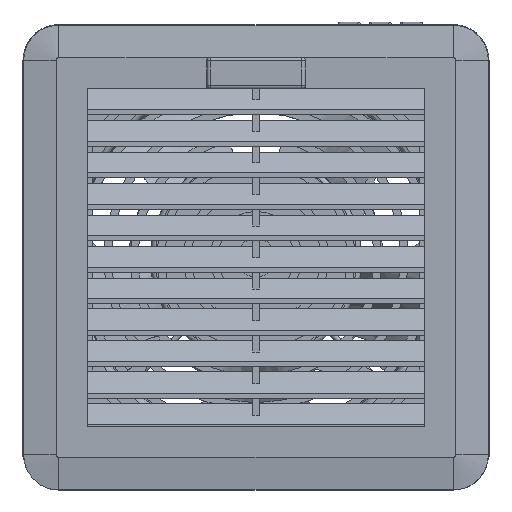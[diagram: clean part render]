
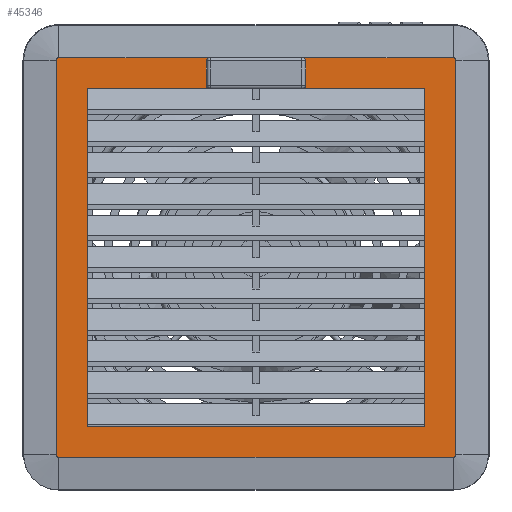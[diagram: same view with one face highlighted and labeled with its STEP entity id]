
A CAD part, top view. The second image highlights one B-rep face of the part: STEP entity #45346.
In plain terms, the highlighted face is planar.
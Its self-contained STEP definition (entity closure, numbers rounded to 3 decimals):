
#3436=PLANE('',#48269);
#5022=FACE_OUTER_BOUND('',#7645,.T.);
#7645=EDGE_LOOP('',(#33169,#33170,#33171,#33172,#33173,#33174,#33175,#33176,
#33177,#33178,#33179,#33180,#33181,#33182,#33183,#33184,#33185,#33186,#33187,
#33188));
#10334=LINE('',#65277,#14398);
#10716=LINE('',#66077,#14780);
#10724=LINE('',#66101,#14788);
#10796=LINE('',#66251,#14860);
#10803=LINE('',#66266,#14867);
#10807=LINE('',#66273,#14871);
#10813=LINE('',#66289,#14877);
#10819=LINE('',#66309,#14883);
#10820=LINE('',#66310,#14884);
#10822=LINE('',#66315,#14886);
#10823=LINE('',#66316,#14887);
#10835=LINE('',#66347,#14899);
#14398=VECTOR('',#53115,10.);
#14780=VECTOR('',#53741,10.);
#14788=VECTOR('',#53765,10.);
#14860=VECTOR('',#53939,10.);
#14867=VECTOR('',#53954,10.);
#14871=VECTOR('',#53960,10.);
#14877=VECTOR('',#53980,10.);
#14883=VECTOR('',#54006,10.);
#14884=VECTOR('',#54007,10.);
#14886=VECTOR('',#54011,10.);
#14887=VECTOR('',#54012,10.);
#14899=VECTOR('',#54052,10.);
#18228=CIRCLE('',#48171,1.);
#18230=CIRCLE('',#48175,1.);
#18232=CIRCLE('',#48179,1.);
#18234=CIRCLE('',#48183,1.);
#18236=CIRCLE('',#48229,0.838);
#18238=CIRCLE('',#48241,0.838);
#18240=CIRCLE('',#48246,0.838);
#18245=CIRCLE('',#48263,0.838);
#19916=VERTEX_POINT('',#65274);
#19917=VERTEX_POINT('',#65276);
#20197=VERTEX_POINT('',#66067);
#20198=VERTEX_POINT('',#66068);
#20201=VERTEX_POINT('',#66076);
#20203=VERTEX_POINT('',#66082);
#20205=VERTEX_POINT('',#66088);
#20207=VERTEX_POINT('',#66094);
#20209=VERTEX_POINT('',#66100);
#20211=VERTEX_POINT('',#66106);
#20232=VERTEX_POINT('',#66237);
#20235=VERTEX_POINT('',#66247);
#20236=VERTEX_POINT('',#66249);
#20240=VERTEX_POINT('',#66265);
#20242=VERTEX_POINT('',#66271);
#20244=VERTEX_POINT('',#66281);
#20245=VERTEX_POINT('',#66287);
#20247=VERTEX_POINT('',#66292);
#20251=VERTEX_POINT('',#66313);
#20256=VERTEX_POINT('',#66336);
#24558=EDGE_CURVE('',#19916,#19917,#10334,.T.);
#24960=EDGE_CURVE('',#20197,#20198,#18228,.T.);
#24964=EDGE_CURVE('',#20201,#20197,#10716,.T.);
#24967=EDGE_CURVE('',#20203,#20201,#18230,.T.);
#24973=EDGE_CURVE('',#20207,#20205,#18232,.T.);
#24976=EDGE_CURVE('',#20209,#20207,#10724,.T.);
#24979=EDGE_CURVE('',#20211,#20209,#18234,.T.);
#25045=EDGE_CURVE('',#19917,#20232,#18236,.T.);
#25052=EDGE_CURVE('',#20235,#20236,#10796,.T.);
#25059=EDGE_CURVE('',#20240,#20235,#10803,.T.);
#25063=EDGE_CURVE('',#20236,#20242,#10807,.T.);
#25068=EDGE_CURVE('',#20244,#19916,#18238,.T.);
#25071=EDGE_CURVE('',#20245,#20244,#10813,.T.);
#25073=EDGE_CURVE('',#20247,#20245,#18240,.T.);
#25081=EDGE_CURVE('',#20198,#20240,#10819,.T.);
#25082=EDGE_CURVE('',#20242,#20211,#10820,.T.);
#25084=EDGE_CURVE('',#20251,#20205,#10822,.T.);
#25085=EDGE_CURVE('',#20203,#20247,#10823,.T.);
#25096=EDGE_CURVE('',#20256,#20251,#18245,.T.);
#25101=EDGE_CURVE('',#20232,#20256,#10835,.T.);
#33169=ORIENTED_EDGE('',*,*,#24973,.T.);
#33170=ORIENTED_EDGE('',*,*,#25084,.F.);
#33171=ORIENTED_EDGE('',*,*,#25096,.F.);
#33172=ORIENTED_EDGE('',*,*,#25101,.F.);
#33173=ORIENTED_EDGE('',*,*,#25045,.F.);
#33174=ORIENTED_EDGE('',*,*,#24558,.F.);
#33175=ORIENTED_EDGE('',*,*,#25068,.F.);
#33176=ORIENTED_EDGE('',*,*,#25071,.F.);
#33177=ORIENTED_EDGE('',*,*,#25073,.F.);
#33178=ORIENTED_EDGE('',*,*,#25085,.F.);
#33179=ORIENTED_EDGE('',*,*,#24967,.T.);
#33180=ORIENTED_EDGE('',*,*,#24964,.T.);
#33181=ORIENTED_EDGE('',*,*,#24960,.T.);
#33182=ORIENTED_EDGE('',*,*,#25081,.T.);
#33183=ORIENTED_EDGE('',*,*,#25059,.T.);
#33184=ORIENTED_EDGE('',*,*,#25052,.T.);
#33185=ORIENTED_EDGE('',*,*,#25063,.T.);
#33186=ORIENTED_EDGE('',*,*,#25082,.T.);
#33187=ORIENTED_EDGE('',*,*,#24979,.T.);
#33188=ORIENTED_EDGE('',*,*,#24976,.T.);
#45346=ADVANCED_FACE('',(#5022),#3436,.T.);
#48171=AXIS2_PLACEMENT_3D('',#66069,#53733,#53734);
#48175=AXIS2_PLACEMENT_3D('',#66083,#53746,#53747);
#48179=AXIS2_PLACEMENT_3D('',#66095,#53758,#53759);
#48183=AXIS2_PLACEMENT_3D('',#66107,#53770,#53771);
#48229=AXIS2_PLACEMENT_3D('',#66238,#53926,#53927);
#48241=AXIS2_PLACEMENT_3D('',#66283,#53971,#53972);
#48246=AXIS2_PLACEMENT_3D('',#66294,#53984,#53985);
#48263=AXIS2_PLACEMENT_3D('',#66338,#54036,#54037);
#48269=AXIS2_PLACEMENT_3D('',#66346,#54050,#54051);
#53115=DIRECTION('',(-1.,0.,0.));
#53733=DIRECTION('center_axis',(0.,-1.,0.));
#53734=DIRECTION('ref_axis',(0.,0.,1.));
#53741=DIRECTION('',(0.,0.,1.));
#53746=DIRECTION('center_axis',(0.,-1.,0.));
#53747=DIRECTION('ref_axis',(1.,0.,0.));
#53758=DIRECTION('center_axis',(0.,-1.,0.));
#53759=DIRECTION('ref_axis',(0.,0.,-1.));
#53765=DIRECTION('',(0.,0.,-1.));
#53770=DIRECTION('center_axis',(0.,-1.,0.));
#53771=DIRECTION('ref_axis',(-1.,0.,0.));
#53926=DIRECTION('center_axis',(0.,-1.,0.));
#53927=DIRECTION('ref_axis',(0.,0.,1.));
#53939=DIRECTION('',(-1.,0.,0.));
#53954=DIRECTION('',(0.,0.,1.));
#53960=DIRECTION('',(0.,0.,-1.));
#53971=DIRECTION('center_axis',(0.,-1.,0.));
#53972=DIRECTION('ref_axis',(1.,0.,0.));
#53980=DIRECTION('',(0.,0.,1.));
#53984=DIRECTION('center_axis',(0.,-1.,0.));
#53985=DIRECTION('ref_axis',(0.,0.,-1.));
#54006=DIRECTION('',(1.,0.,0.));
#54007=DIRECTION('',(1.,0.,0.));
#54011=DIRECTION('',(1.,0.,0.));
#54012=DIRECTION('',(1.,0.,0.));
#54036=DIRECTION('center_axis',(0.,-1.,0.));
#54037=DIRECTION('ref_axis',(-1.,0.,0.));
#54050=DIRECTION('center_axis',(0.,1.,0.));
#54051=DIRECTION('ref_axis',(1.,0.,0.));
#54052=DIRECTION('',(0.,0.,-1.));
#65274=CARTESIAN_POINT('',(63.5,10.5,64.338));
#65276=CARTESIAN_POINT('',(-63.5,10.5,64.338));
#65277=CARTESIAN_POINT('',(63.5,10.5,64.338));
#66067=CARTESIAN_POINT('',(16.,10.5,-55.338));
#66068=CARTESIAN_POINT('',(15.,10.5,-54.338));
#66069=CARTESIAN_POINT('Origin',(15.,10.5,-55.338));
#66076=CARTESIAN_POINT('',(16.,10.5,-63.338));
#66077=CARTESIAN_POINT('',(16.,10.5,0.081));
#66082=CARTESIAN_POINT('',(15.,10.5,-64.338));
#66083=CARTESIAN_POINT('Origin',(15.,10.5,-63.338));
#66088=CARTESIAN_POINT('',(-15.,10.5,-64.338));
#66094=CARTESIAN_POINT('',(-16.,10.5,-63.338));
#66095=CARTESIAN_POINT('Origin',(-15.,10.5,-63.338));
#66100=CARTESIAN_POINT('',(-16.,10.5,-55.338));
#66101=CARTESIAN_POINT('',(-16.,10.5,4.081));
#66106=CARTESIAN_POINT('',(-15.,10.5,-54.338));
#66107=CARTESIAN_POINT('Origin',(-15.,10.5,-55.338));
#66237=CARTESIAN_POINT('',(-64.338,10.5,63.5));
#66238=CARTESIAN_POINT('Origin',(-63.5,10.5,63.5));
#66247=CARTESIAN_POINT('',(54.338,10.5,54.338));
#66249=CARTESIAN_POINT('',(-54.338,10.5,54.338));
#66251=CARTESIAN_POINT('',(63.5,10.5,54.338));
#66265=CARTESIAN_POINT('',(54.338,10.5,-54.338));
#66266=CARTESIAN_POINT('',(54.338,10.5,-63.5));
#66271=CARTESIAN_POINT('',(-54.338,10.5,-54.338));
#66273=CARTESIAN_POINT('',(-54.338,10.5,63.5));
#66281=CARTESIAN_POINT('',(64.338,10.5,63.5));
#66283=CARTESIAN_POINT('Origin',(63.5,10.5,63.5));
#66287=CARTESIAN_POINT('',(64.338,10.5,-63.5));
#66289=CARTESIAN_POINT('',(64.338,10.5,-63.5));
#66292=CARTESIAN_POINT('',(63.5,10.5,-64.338));
#66294=CARTESIAN_POINT('Origin',(63.5,10.5,-63.5));
#66309=CARTESIAN_POINT('',(-63.5,10.5,-54.338));
#66310=CARTESIAN_POINT('',(-63.5,10.5,-54.338));
#66313=CARTESIAN_POINT('',(-63.5,10.5,-64.338));
#66315=CARTESIAN_POINT('',(-63.5,10.5,-64.338));
#66316=CARTESIAN_POINT('',(-63.5,10.5,-64.338));
#66336=CARTESIAN_POINT('',(-64.338,10.5,-63.5));
#66338=CARTESIAN_POINT('Origin',(-63.5,10.5,-63.5));
#66346=CARTESIAN_POINT('Origin',(-64.338,10.5,63.5));
#66347=CARTESIAN_POINT('',(-64.338,10.5,63.5));
